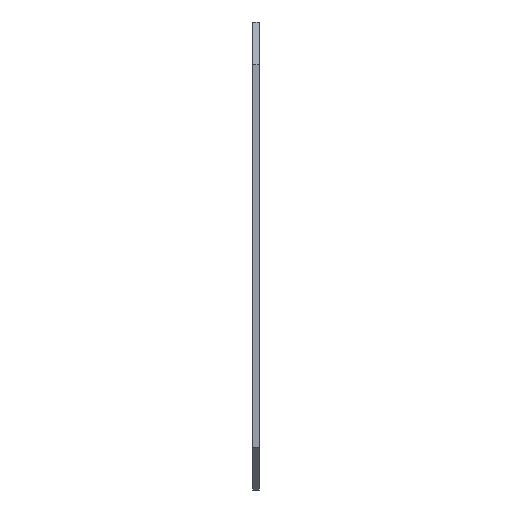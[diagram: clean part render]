
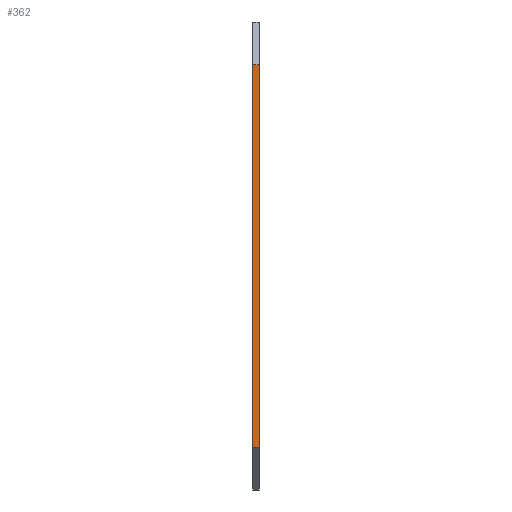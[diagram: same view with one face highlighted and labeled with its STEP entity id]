
A CAD part, left-side view. The second image highlights one B-rep face of the part: STEP entity #362.
In plain terms, the highlighted planar face has unit normal (-1, 0, 0).
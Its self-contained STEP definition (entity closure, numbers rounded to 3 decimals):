
#11 = CARTESIAN_POINT ( 'NONE',  ( -225., 5., 143. ) ) ;
#12 = ORIENTED_EDGE ( 'NONE', *, *, #380, .T. ) ;
#38 = DIRECTION ( 'NONE',  ( 0., 0., 1. ) ) ;
#80 = VECTOR ( 'NONE', #38, 1000. ) ;
#101 = DIRECTION ( 'NONE',  ( 0., 1., 0. ) ) ;
#123 = LINE ( 'NONE', #684, #376 ) ;
#134 = ORIENTED_EDGE ( 'NONE', *, *, #697, .T. ) ;
#153 = VERTEX_POINT ( 'NONE', #160 ) ;
#154 = VERTEX_POINT ( 'NONE', #725 ) ;
#160 = CARTESIAN_POINT ( 'NONE',  ( -225., 0., -143. ) ) ;
#184 = DIRECTION ( 'NONE',  ( 0., 0., 1. ) ) ;
#248 = VERTEX_POINT ( 'NONE', #11 ) ;
#260 = VERTEX_POINT ( 'NONE', #625 ) ;
#302 = VECTOR ( 'NONE', #184, 1000. ) ;
#316 = PLANE ( 'NONE',  #360 ) ;
#346 = LINE ( 'NONE', #655, #394 ) ;
#360 = AXIS2_PLACEMENT_3D ( 'NONE', #557, #756, #361 ) ;
#361 = DIRECTION ( 'NONE',  ( 0., 0., -1. ) ) ;
#362 = ADVANCED_FACE ( 'NONE', ( #694 ), #316, .F. ) ;
#376 = VECTOR ( 'NONE', #628, 1000. ) ;
#380 = EDGE_CURVE ( 'NONE', #154, #153, #123, .T. ) ;
#394 = VECTOR ( 'NONE', #101, 1000. ) ;
#456 = LINE ( 'NONE', #762, #302 ) ;
#467 = EDGE_LOOP ( 'NONE', ( #770, #134, #550, #12 ) ) ;
#550 = ORIENTED_EDGE ( 'NONE', *, *, #671, .F. ) ;
#557 = CARTESIAN_POINT ( 'NONE',  ( -225., 5., -175. ) ) ;
#596 = CARTESIAN_POINT ( 'NONE',  ( -225., 0., -175. ) ) ;
#625 = CARTESIAN_POINT ( 'NONE',  ( -225., 0., 143. ) ) ;
#628 = DIRECTION ( 'NONE',  ( 0., -1., 0. ) ) ;
#655 = CARTESIAN_POINT ( 'NONE',  ( -225., 5., 143. ) ) ;
#659 = LINE ( 'NONE', #596, #80 ) ;
#671 = EDGE_CURVE ( 'NONE', #154, #248, #456, .T. ) ;
#684 = CARTESIAN_POINT ( 'NONE',  ( -225., 5., -143. ) ) ;
#694 = FACE_OUTER_BOUND ( 'NONE', #467, .T. ) ;
#697 = EDGE_CURVE ( 'NONE', #260, #248, #346, .T. ) ;
#724 = EDGE_CURVE ( 'NONE', #153, #260, #659, .T. ) ;
#725 = CARTESIAN_POINT ( 'NONE',  ( -225., 5., -143. ) ) ;
#756 = DIRECTION ( 'NONE',  ( 1., 0., 0. ) ) ;
#762 = CARTESIAN_POINT ( 'NONE',  ( -225., 5., -175. ) ) ;
#770 = ORIENTED_EDGE ( 'NONE', *, *, #724, .T. ) ;
